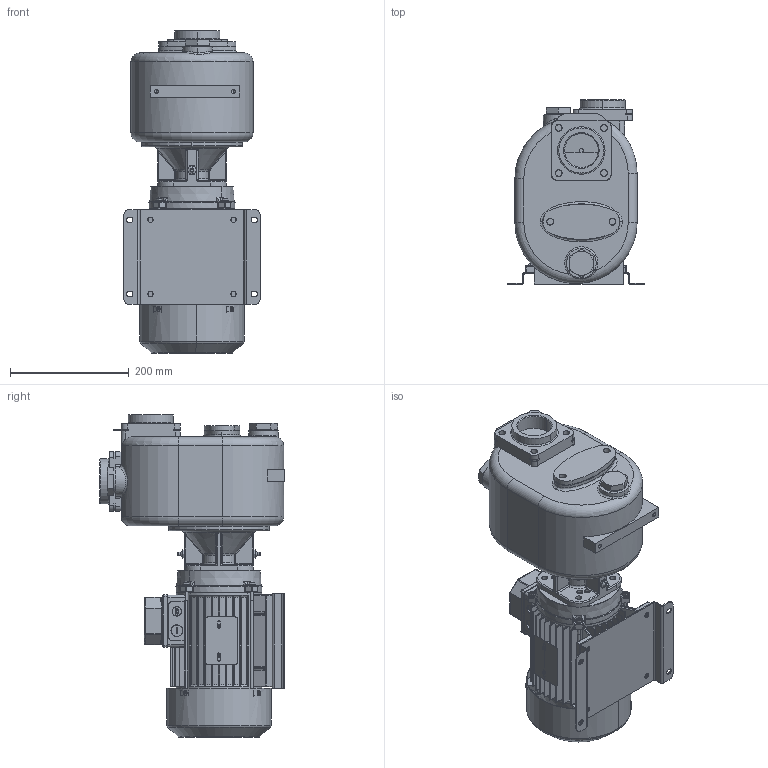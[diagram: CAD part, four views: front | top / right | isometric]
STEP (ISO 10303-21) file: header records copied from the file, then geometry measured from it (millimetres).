
FILE_DESCRIPTION((''),'2;1');
FILE_NAME('S_50_T','2020-03-17T17:20:26',('Nicola'),(''),'CREO PARAMETRIC BY PTC INC, 2019471','CREO PARAMETRIC BY PTC INC, 2019471','');
FILE_SCHEMA(('CONFIG_CONTROL_DESIGN'));
Products named in the file (1): S_50_T
Bounding box: 230 x 311 x 543 mm (x, y, z)
Volume: 12763345.9 mm3; surface area: 964243 mm2
Topology: 7 solids, 7 shells, 4463 faces, 11716 edges, 7210 vertices
Faces by surface type: cylinder 1644, plane 1498, cone 372, torus 360, bspline 356, sphere 157, extrusion 76
Entity records: 199122 total; most frequent: CARTESIAN_POINT 92034, ORIENTED_EDGE 23066, DIRECTION 21681, EDGE_CURVE 11533, AXIS2_PLACEMENT_3D 8301, VERTEX_POINT 7210, VECTOR 5079, LINE 5003
